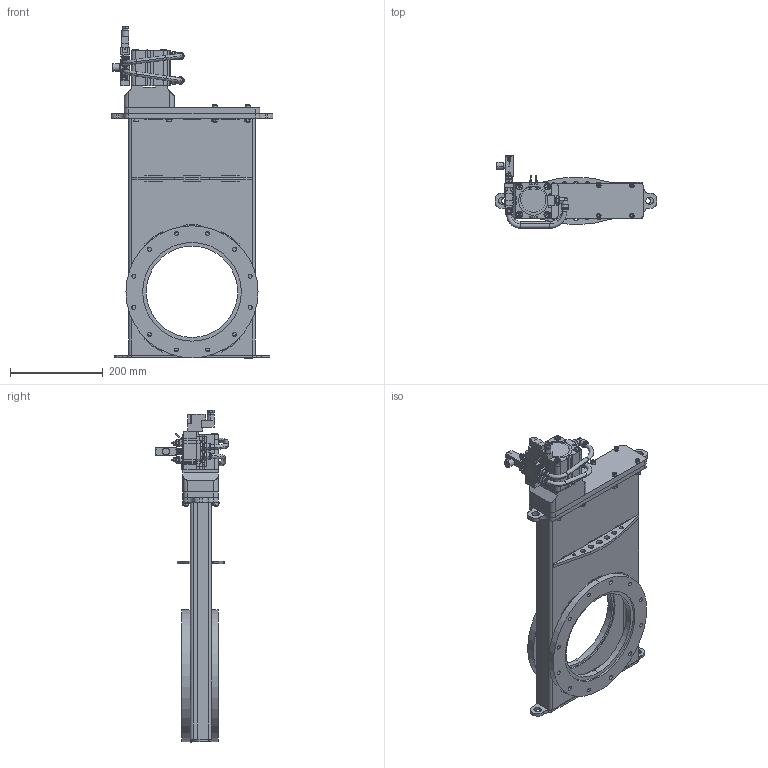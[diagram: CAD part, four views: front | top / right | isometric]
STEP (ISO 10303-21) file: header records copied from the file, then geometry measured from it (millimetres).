
FILE_DESCRIPTION (( 'STEP AP203' ), '1' );
FILE_NAME ('116212-15S.STEP', '2015-01-15T21:38:13', ( '' ), ( '' ), 'SwSTEP 2.0', 'SolidWorks 2015', '' );
FILE_SCHEMA (( 'CONFIG_CONTROL_DESIGN' ));
Products named in the file (1): 116212-15S
Bounding box: 349.25 x 156.56 x 716.48 mm (x, y, z)
Surface area: 886400.5 mm2 (no closed solid volume)
Topology: 0 solids, 98 shells, 1274 faces, 4095 edges, 2892 vertices
Faces by surface type: plane 512, cylinder 436, cone 264, bspline 32, torus 28, sphere 2
Entity records: 68780 total; most frequent: CARTESIAN_POINT 33544, DIRECTION 7098, ORIENTED_EDGE 6783, EDGE_CURVE 4075, VERTEX_POINT 2892, AXIS2_PLACEMENT_3D 2569, VECTOR 1960, LINE 1960
